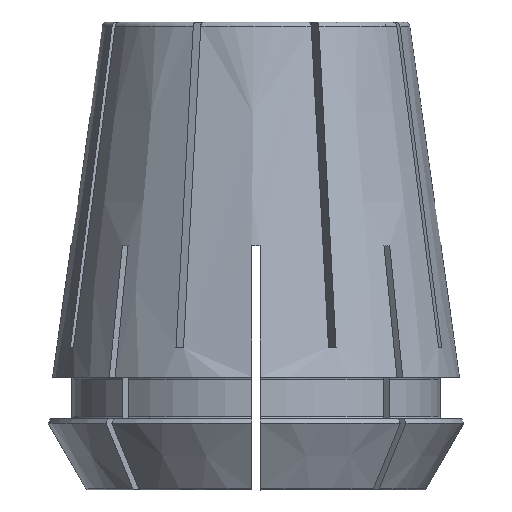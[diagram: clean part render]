
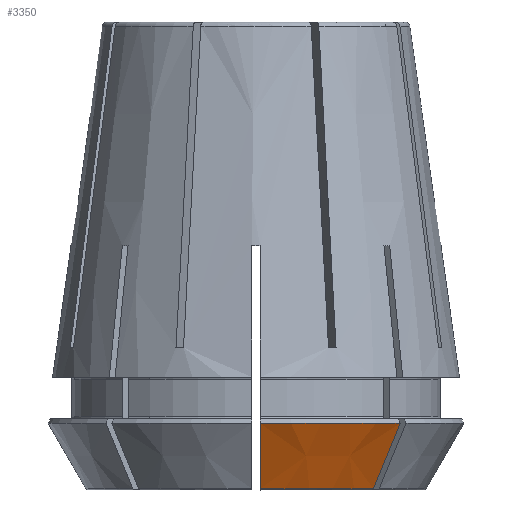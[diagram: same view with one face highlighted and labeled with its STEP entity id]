
A CAD part, left-side view. The second image highlights one B-rep face of the part: STEP entity #3350.
In plain terms, the highlighted conical face has half-angle 30 degrees and reference radius 20.446 mm.
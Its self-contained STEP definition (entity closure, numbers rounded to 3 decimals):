
#86=B_SPLINE_CURVE_WITH_KNOTS('',3,(#5360,#5361,#5362,#5363),
 .UNSPECIFIED.,.F.,.F.,(4,4),(0.021,0.028),
 .UNSPECIFIED.);
#105=B_SPLINE_CURVE_WITH_KNOTS('',3,(#5538,#5539,#5540,#5541),
 .UNSPECIFIED.,.F.,.F.,(4,4),(0.,0.007),
 .UNSPECIFIED.);
#224=CONICAL_SURFACE('',#3699,20.446,0.524);
#1302=ORIENTED_EDGE('',*,*,#2166,.F.);
#1303=ORIENTED_EDGE('',*,*,#1931,.T.);
#1304=ORIENTED_EDGE('',*,*,#2167,.T.);
#1305=ORIENTED_EDGE('',*,*,#1989,.F.);
#1931=EDGE_CURVE('',#2427,#2426,#86,.T.);
#1989=EDGE_CURVE('',#2474,#2475,#105,.T.);
#2166=EDGE_CURVE('',#2427,#2474,#2746,.T.);
#2167=EDGE_CURVE('',#2426,#2475,#2747,.T.);
#2426=VERTEX_POINT('',#5359);
#2427=VERTEX_POINT('',#5364);
#2474=VERTEX_POINT('',#5537);
#2475=VERTEX_POINT('',#5542);
#2746=CIRCLE('',#3696,20.446);
#2747=CIRCLE('',#3698,16.731);
#2902=EDGE_LOOP('',(#1302,#1303,#1304,#1305));
#3082=FACE_BOUND('',#2902,.T.);
#3350=ADVANCED_FACE('',(#3082),#224,.T.);
#3696=AXIS2_PLACEMENT_3D('',#6023,#4531,#4532);
#3698=AXIS2_PLACEMENT_3D('',#6025,#4535,#4536);
#3699=AXIS2_PLACEMENT_3D('',#6026,#4537,#4538);
#4531=DIRECTION('',(0.,0.,1.));
#4532=DIRECTION('',(1.,0.,0.));
#4535=DIRECTION('',(0.,0.,1.));
#4536=DIRECTION('',(1.,0.,0.));
#4537=DIRECTION('',(0.,0.,1.));
#4538=DIRECTION('',(1.,0.,0.));
#5359=CARTESIAN_POINT('',(-16.726,-0.4,0.325));
#5360=CARTESIAN_POINT('',(-20.442,-0.4,6.761));
#5361=CARTESIAN_POINT('',(-19.204,-0.4,4.615));
#5362=CARTESIAN_POINT('',(-17.965,-0.4,2.47));
#5363=CARTESIAN_POINT('',(-16.726,-0.4,0.325));
#5364=CARTESIAN_POINT('',(-20.442,-0.4,6.761));
#5537=CARTESIAN_POINT('',(-14.738,-14.172,6.761));
#5538=CARTESIAN_POINT('',(-14.738,-14.172,6.761));
#5539=CARTESIAN_POINT('',(-13.862,-13.296,4.615));
#5540=CARTESIAN_POINT('',(-12.986,-12.42,2.47));
#5541=CARTESIAN_POINT('',(-12.11,-11.544,0.325));
#5542=CARTESIAN_POINT('',(-12.11,-11.544,0.325));
#6023=CARTESIAN_POINT('',(0.,0.,6.761));
#6025=CARTESIAN_POINT('',(0.,0.,0.325));
#6026=CARTESIAN_POINT('',(0.,0.,6.761));
